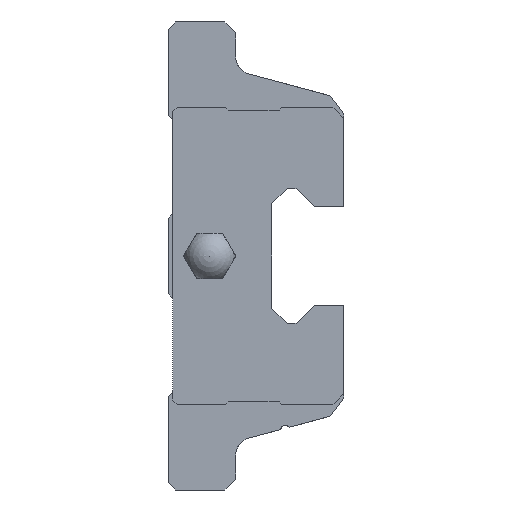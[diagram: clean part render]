
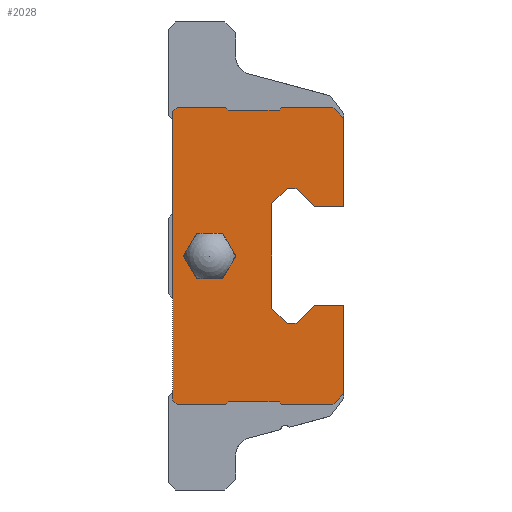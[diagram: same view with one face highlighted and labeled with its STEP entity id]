
A CAD part, left-side view. The second image highlights one B-rep face of the part: STEP entity #2028.
In plain terms, the highlighted planar face has unit normal (-1, 0, 0).
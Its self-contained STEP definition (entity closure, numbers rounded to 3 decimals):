
#563=ORIENTED_EDGE('',*,*,#887,.F.);
#564=ORIENTED_EDGE('',*,*,#837,.F.);
#565=ORIENTED_EDGE('',*,*,#912,.F.);
#566=ORIENTED_EDGE('',*,*,#910,.F.);
#567=ORIENTED_EDGE('',*,*,#908,.F.);
#568=ORIENTED_EDGE('',*,*,#906,.F.);
#569=ORIENTED_EDGE('',*,*,#904,.F.);
#570=ORIENTED_EDGE('',*,*,#902,.F.);
#571=ORIENTED_EDGE('',*,*,#900,.F.);
#572=ORIENTED_EDGE('',*,*,#813,.F.);
#573=ORIENTED_EDGE('',*,*,#810,.F.);
#574=ORIENTED_EDGE('',*,*,#807,.F.);
#575=ORIENTED_EDGE('',*,*,#804,.F.);
#576=ORIENTED_EDGE('',*,*,#801,.F.);
#577=ORIENTED_EDGE('',*,*,#798,.F.);
#578=ORIENTED_EDGE('',*,*,#795,.F.);
#579=ORIENTED_EDGE('',*,*,#792,.F.);
#580=ORIENTED_EDGE('',*,*,#789,.F.);
#581=ORIENTED_EDGE('',*,*,#786,.F.);
#582=ORIENTED_EDGE('',*,*,#782,.F.);
#583=ORIENTED_EDGE('',*,*,#899,.F.);
#584=ORIENTED_EDGE('',*,*,#897,.F.);
#585=ORIENTED_EDGE('',*,*,#895,.F.);
#586=ORIENTED_EDGE('',*,*,#893,.F.);
#587=ORIENTED_EDGE('',*,*,#891,.F.);
#588=ORIENTED_EDGE('',*,*,#889,.F.);
#589=ORIENTED_EDGE('',*,*,#913,.T.);
#590=ORIENTED_EDGE('',*,*,#914,.T.);
#591=ORIENTED_EDGE('',*,*,#915,.T.);
#592=ORIENTED_EDGE('',*,*,#916,.T.);
#593=ORIENTED_EDGE('',*,*,#917,.T.);
#594=ORIENTED_EDGE('',*,*,#918,.T.);
#782=EDGE_CURVE('',#1049,#1050,#1236,.T.);
#786=EDGE_CURVE('',#1050,#1053,#1240,.T.);
#789=EDGE_CURVE('',#1053,#1055,#1243,.T.);
#792=EDGE_CURVE('',#1055,#1057,#1246,.T.);
#795=EDGE_CURVE('',#1057,#1059,#1249,.T.);
#798=EDGE_CURVE('',#1059,#1061,#1252,.T.);
#801=EDGE_CURVE('',#1061,#1063,#1255,.T.);
#804=EDGE_CURVE('',#1063,#1065,#1258,.T.);
#807=EDGE_CURVE('',#1065,#1067,#1261,.T.);
#810=EDGE_CURVE('',#1067,#1069,#1264,.T.);
#813=EDGE_CURVE('',#1069,#1071,#1267,.T.);
#837=EDGE_CURVE('',#1075,#1076,#1284,.T.);
#887=EDGE_CURVE('',#1076,#1107,#1327,.T.);
#889=EDGE_CURVE('',#1107,#1108,#1329,.T.);
#891=EDGE_CURVE('',#1108,#1109,#1331,.T.);
#893=EDGE_CURVE('',#1109,#1110,#1333,.T.);
#895=EDGE_CURVE('',#1110,#1111,#1335,.T.);
#897=EDGE_CURVE('',#1111,#1112,#1337,.T.);
#899=EDGE_CURVE('',#1112,#1049,#1339,.T.);
#900=EDGE_CURVE('',#1071,#1113,#1340,.T.);
#902=EDGE_CURVE('',#1113,#1114,#1342,.T.);
#904=EDGE_CURVE('',#1114,#1115,#1344,.T.);
#906=EDGE_CURVE('',#1115,#1116,#1346,.T.);
#908=EDGE_CURVE('',#1116,#1117,#1348,.T.);
#910=EDGE_CURVE('',#1117,#1118,#1350,.T.);
#912=EDGE_CURVE('',#1118,#1075,#1352,.T.);
#913=EDGE_CURVE('',#1119,#1120,#1353,.T.);
#914=EDGE_CURVE('',#1120,#1121,#1354,.T.);
#915=EDGE_CURVE('',#1121,#1122,#1355,.T.);
#916=EDGE_CURVE('',#1122,#1123,#1356,.T.);
#917=EDGE_CURVE('',#1123,#1124,#1357,.T.);
#918=EDGE_CURVE('',#1124,#1119,#1358,.T.);
#1049=VERTEX_POINT('',#3034);
#1050=VERTEX_POINT('',#3036);
#1053=VERTEX_POINT('',#3044);
#1055=VERTEX_POINT('',#3050);
#1057=VERTEX_POINT('',#3056);
#1059=VERTEX_POINT('',#3062);
#1061=VERTEX_POINT('',#3068);
#1063=VERTEX_POINT('',#3074);
#1065=VERTEX_POINT('',#3080);
#1067=VERTEX_POINT('',#3086);
#1069=VERTEX_POINT('',#3092);
#1071=VERTEX_POINT('',#3098);
#1075=VERTEX_POINT('',#3138);
#1076=VERTEX_POINT('',#3140);
#1107=VERTEX_POINT('',#3248);
#1108=VERTEX_POINT('',#3252);
#1109=VERTEX_POINT('',#3256);
#1110=VERTEX_POINT('',#3260);
#1111=VERTEX_POINT('',#3264);
#1112=VERTEX_POINT('',#3268);
#1113=VERTEX_POINT('',#3274);
#1114=VERTEX_POINT('',#3278);
#1115=VERTEX_POINT('',#3282);
#1116=VERTEX_POINT('',#3286);
#1117=VERTEX_POINT('',#3290);
#1118=VERTEX_POINT('',#3294);
#1119=VERTEX_POINT('',#3300);
#1120=VERTEX_POINT('',#3301);
#1121=VERTEX_POINT('',#3303);
#1122=VERTEX_POINT('',#3305);
#1123=VERTEX_POINT('',#3307);
#1124=VERTEX_POINT('',#3309);
#1236=LINE('',#3035,#1476);
#1240=LINE('',#3043,#1480);
#1243=LINE('',#3049,#1483);
#1246=LINE('',#3055,#1486);
#1249=LINE('',#3061,#1489);
#1252=LINE('',#3067,#1492);
#1255=LINE('',#3073,#1495);
#1258=LINE('',#3079,#1498);
#1261=LINE('',#3085,#1501);
#1264=LINE('',#3091,#1504);
#1267=LINE('',#3097,#1507);
#1284=LINE('',#3139,#1524);
#1327=LINE('',#3247,#1567);
#1329=LINE('',#3251,#1569);
#1331=LINE('',#3255,#1571);
#1333=LINE('',#3259,#1573);
#1335=LINE('',#3263,#1575);
#1337=LINE('',#3267,#1577);
#1339=LINE('',#3271,#1579);
#1340=LINE('',#3273,#1580);
#1342=LINE('',#3277,#1582);
#1344=LINE('',#3281,#1584);
#1346=LINE('',#3285,#1586);
#1348=LINE('',#3289,#1588);
#1350=LINE('',#3293,#1590);
#1352=LINE('',#3297,#1592);
#1353=LINE('',#3299,#1593);
#1354=LINE('',#3302,#1594);
#1355=LINE('',#3304,#1595);
#1356=LINE('',#3306,#1596);
#1357=LINE('',#3308,#1597);
#1358=LINE('',#3310,#1598);
#1476=VECTOR('',#2371,1000.);
#1480=VECTOR('',#2377,1000.);
#1483=VECTOR('',#2382,1000.);
#1486=VECTOR('',#2387,1000.);
#1489=VECTOR('',#2392,1000.);
#1492=VECTOR('',#2397,1000.);
#1495=VECTOR('',#2402,1000.);
#1498=VECTOR('',#2407,1000.);
#1501=VECTOR('',#2412,1000.);
#1504=VECTOR('',#2417,1000.);
#1507=VECTOR('',#2422,1000.);
#1524=VECTOR('',#2479,1000.);
#1567=VECTOR('',#2590,1000.);
#1569=VECTOR('',#2594,1000.);
#1571=VECTOR('',#2598,1000.);
#1573=VECTOR('',#2602,1000.);
#1575=VECTOR('',#2606,1000.);
#1577=VECTOR('',#2610,1000.);
#1579=VECTOR('',#2614,1000.);
#1580=VECTOR('',#2617,1000.);
#1582=VECTOR('',#2621,1000.);
#1584=VECTOR('',#2625,1000.);
#1586=VECTOR('',#2629,1000.);
#1588=VECTOR('',#2633,1000.);
#1590=VECTOR('',#2637,1000.);
#1592=VECTOR('',#2641,1000.);
#1593=VECTOR('',#2644,1000.);
#1594=VECTOR('',#2645,1000.);
#1595=VECTOR('',#2646,1000.);
#1596=VECTOR('',#2647,1000.);
#1597=VECTOR('',#2648,1000.);
#1598=VECTOR('',#2649,1000.);
#1719=EDGE_LOOP('',(#563,#564,#565,#566,#567,#568,#569,#570,#571,#572,#573,
#574,#575,#576,#577,#578,#579,#580,#581,#582,#583,#584,#585,#586,#587,#588));
#1720=EDGE_LOOP('',(#589,#590,#591,#592,#593,#594));
#1839=FACE_BOUND('',#1719,.T.);
#1840=FACE_BOUND('',#1720,.T.);
#1927=PLANE('',#2172);
#2028=ADVANCED_FACE('',(#1839,#1840),#1927,.F.);
#2172=AXIS2_PLACEMENT_3D('',#3298,#2642,#2643);
#2371=DIRECTION('',(0.,0.,-1.));
#2377=DIRECTION('',(0.,1.,0.));
#2382=DIRECTION('',(0.,0.707,0.707));
#2387=DIRECTION('',(0.,1.,0.));
#2392=DIRECTION('',(0.,0.711,-0.703));
#2397=DIRECTION('',(0.,0.,-1.));
#2402=DIRECTION('',(0.,-0.711,-0.703));
#2407=DIRECTION('',(0.,-1.,0.));
#2412=DIRECTION('',(0.,-0.707,0.707));
#2417=DIRECTION('',(0.,-1.,0.));
#2422=DIRECTION('',(0.,0.,-1.));
#2479=DIRECTION('',(0.,0.,1.));
#2590=DIRECTION('',(0.,-0.707,0.707));
#2594=DIRECTION('',(0.,-1.,0.));
#2598=DIRECTION('',(0.,-0.707,-0.707));
#2602=DIRECTION('',(0.,-1.,0.));
#2606=DIRECTION('',(0.,-0.707,0.707));
#2610=DIRECTION('',(0.,-1.,0.));
#2614=DIRECTION('',(0.,-0.707,-0.707));
#2617=DIRECTION('',(0.,0.707,-0.707));
#2621=DIRECTION('',(0.,1.,0.));
#2625=DIRECTION('',(0.,0.707,0.707));
#2629=DIRECTION('',(0.,1.,0.));
#2633=DIRECTION('',(0.,0.707,-0.707));
#2637=DIRECTION('',(0.,1.,0.));
#2641=DIRECTION('',(0.,0.707,0.707));
#2642=DIRECTION('',(1.,0.,0.));
#2643=DIRECTION('',(0.,0.,-1.));
#2644=DIRECTION('',(0.,1.,0.));
#2645=DIRECTION('',(0.,0.5,0.866));
#2646=DIRECTION('',(0.,-0.5,0.866));
#2647=DIRECTION('',(0.,-1.,0.));
#2648=DIRECTION('',(0.,-0.5,-0.866));
#2649=DIRECTION('',(0.,0.5,-0.866));
#3034=CARTESIAN_POINT('',(-28.6,-19.5,15.3));
#3035=CARTESIAN_POINT('',(-28.6,-19.5,15.3));
#3036=CARTESIAN_POINT('',(-28.6,-19.5,5.5));
#3043=CARTESIAN_POINT('',(-28.6,-19.5,5.5));
#3044=CARTESIAN_POINT('',(-28.6,-16.2,5.5));
#3049=CARTESIAN_POINT('',(-28.6,-16.2,5.5));
#3050=CARTESIAN_POINT('',(-28.6,-14.2,7.5));
#3055=CARTESIAN_POINT('',(-28.6,-14.2,7.5));
#3056=CARTESIAN_POINT('',(-28.6,-13.22,7.5));
#3061=CARTESIAN_POINT('',(-28.6,-13.22,7.5));
#3062=CARTESIAN_POINT('',(-28.6,-11.5,5.8));
#3067=CARTESIAN_POINT('',(-28.6,-11.5,5.8));
#3068=CARTESIAN_POINT('',(-28.6,-11.5,-5.8));
#3073=CARTESIAN_POINT('',(-28.6,-11.5,-5.8));
#3074=CARTESIAN_POINT('',(-28.6,-13.22,-7.5));
#3079=CARTESIAN_POINT('',(-28.6,-13.22,-7.5));
#3080=CARTESIAN_POINT('',(-28.6,-14.2,-7.5));
#3085=CARTESIAN_POINT('',(-28.6,-14.2,-7.5));
#3086=CARTESIAN_POINT('',(-28.6,-16.2,-5.5));
#3091=CARTESIAN_POINT('',(-28.6,-16.2,-5.5));
#3092=CARTESIAN_POINT('',(-28.6,-19.5,-5.5));
#3097=CARTESIAN_POINT('',(-28.6,-19.5,-5.5));
#3098=CARTESIAN_POINT('',(-28.6,-19.5,-15.3));
#3138=CARTESIAN_POINT('',(-28.6,-0.5,-16.));
#3139=CARTESIAN_POINT('',(-28.6,-0.5,-16.));
#3140=CARTESIAN_POINT('',(-28.6,-0.5,16.));
#3247=CARTESIAN_POINT('',(-28.6,-0.5,16.));
#3248=CARTESIAN_POINT('',(-28.6,-1.,16.5));
#3251=CARTESIAN_POINT('',(-28.6,-1.,16.5));
#3252=CARTESIAN_POINT('',(-28.6,-6.375,16.5));
#3255=CARTESIAN_POINT('',(-28.6,-6.375,16.5));
#3256=CARTESIAN_POINT('',(-28.6,-6.675,16.2));
#3259=CARTESIAN_POINT('',(-28.6,-6.675,16.2));
#3260=CARTESIAN_POINT('',(-28.6,-12.325,16.2));
#3263=CARTESIAN_POINT('',(-28.6,-12.325,16.2));
#3264=CARTESIAN_POINT('',(-28.6,-12.625,16.5));
#3267=CARTESIAN_POINT('',(-28.6,-12.625,16.5));
#3268=CARTESIAN_POINT('',(-28.6,-18.3,16.5));
#3271=CARTESIAN_POINT('',(-28.6,-18.3,16.5));
#3273=CARTESIAN_POINT('',(-28.6,-19.5,-15.3));
#3274=CARTESIAN_POINT('',(-28.6,-18.3,-16.5));
#3277=CARTESIAN_POINT('',(-28.6,-18.3,-16.5));
#3278=CARTESIAN_POINT('',(-28.6,-12.625,-16.5));
#3281=CARTESIAN_POINT('',(-28.6,-12.625,-16.5));
#3282=CARTESIAN_POINT('',(-28.6,-12.325,-16.2));
#3285=CARTESIAN_POINT('',(-28.6,-12.325,-16.2));
#3286=CARTESIAN_POINT('',(-28.6,-6.675,-16.2));
#3289=CARTESIAN_POINT('',(-28.6,-6.675,-16.2));
#3290=CARTESIAN_POINT('',(-28.6,-6.375,-16.5));
#3293=CARTESIAN_POINT('',(-28.6,-6.375,-16.5));
#3294=CARTESIAN_POINT('',(-28.6,-1.,-16.5));
#3297=CARTESIAN_POINT('',(-28.6,-1.,-16.5));
#3298=CARTESIAN_POINT('',(-28.6,0.,0.));
#3299=CARTESIAN_POINT('',(-28.6,-6.043,-2.5));
#3300=CARTESIAN_POINT('',(-28.6,-6.043,-2.5));
#3301=CARTESIAN_POINT('',(-28.6,-3.157,-2.5));
#3302=CARTESIAN_POINT('',(-28.6,-3.157,-2.5));
#3303=CARTESIAN_POINT('',(-28.6,-1.713,0.));
#3304=CARTESIAN_POINT('',(-28.6,-1.713,0.));
#3305=CARTESIAN_POINT('',(-28.6,-3.157,2.5));
#3306=CARTESIAN_POINT('',(-28.6,-3.157,2.5));
#3307=CARTESIAN_POINT('',(-28.6,-6.043,2.5));
#3308=CARTESIAN_POINT('',(-28.6,-6.043,2.5));
#3309=CARTESIAN_POINT('',(-28.6,-7.487,0.));
#3310=CARTESIAN_POINT('',(-28.6,-7.487,0.));
